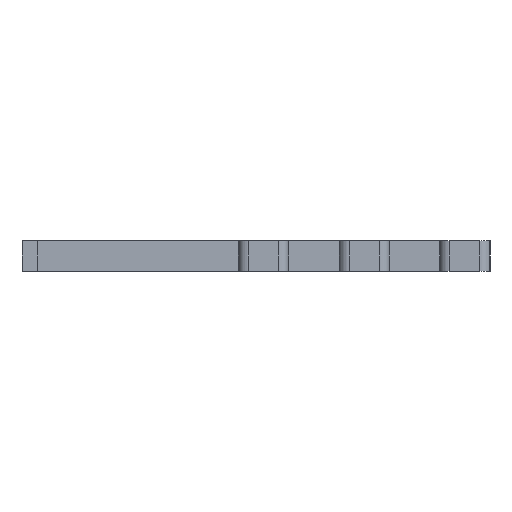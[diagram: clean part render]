
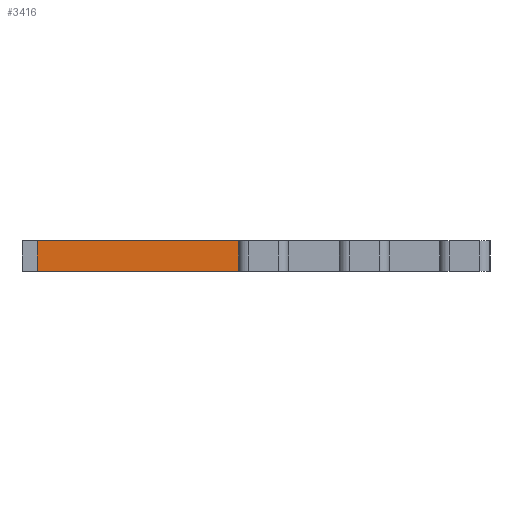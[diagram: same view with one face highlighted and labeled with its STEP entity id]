
A CAD part, left-side view. The second image highlights one B-rep face of the part: STEP entity #3416.
In plain terms, the highlighted planar face has unit normal (-1, 0, 0).
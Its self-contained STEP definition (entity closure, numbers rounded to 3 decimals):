
#398=FACE_OUTER_BOUND('',#626,.T.);
#626=EDGE_LOOP('',(#3133,#3134,#3135,#3136));
#704=LINE('',#4783,#1078);
#809=LINE('',#5117,#1183);
#945=LINE('',#5462,#1319);
#1000=LINE('',#5576,#1374);
#1078=VECTOR('',#3822,40.);
#1183=VECTOR('',#4053,40.);
#1319=VECTOR('',#4429,6.);
#1374=VECTOR('',#4602,6.);
#1446=VERTEX_POINT('',#4780);
#1447=VERTEX_POINT('',#4782);
#1612=VERTEX_POINT('',#5114);
#1613=VERTEX_POINT('',#5116);
#1790=EDGE_CURVE('',#1446,#1447,#704,.T.);
#1957=EDGE_CURVE('',#1613,#1612,#809,.T.);
#2125=EDGE_CURVE('',#1613,#1446,#945,.T.);
#2180=EDGE_CURVE('',#1612,#1447,#1000,.T.);
#3133=ORIENTED_EDGE('',*,*,#1957,.T.);
#3134=ORIENTED_EDGE('',*,*,#2180,.T.);
#3135=ORIENTED_EDGE('',*,*,#1790,.F.);
#3136=ORIENTED_EDGE('',*,*,#2125,.F.);
#3250=PLANE('',#3688);
#3416=ADVANCED_FACE('',(#398),#3250,.T.);
#3688=AXIS2_PLACEMENT_3D('',#5577,#4603,#4604);
#3822=DIRECTION('',(0.,-1.,0.));
#4053=DIRECTION('',(0.,-1.,0.));
#4429=DIRECTION('',(0.,0.,1.));
#4602=DIRECTION('',(0.,0.,1.));
#4603=DIRECTION('center_axis',(-1.,0.,0.));
#4604=DIRECTION('ref_axis',(0.,-1.,0.));
#4780=CARTESIAN_POINT('',(-100.,0.,6.));
#4782=CARTESIAN_POINT('',(-100.,-40.,6.));
#4783=CARTESIAN_POINT('',(-100.,0.,6.));
#5114=CARTESIAN_POINT('',(-100.,-40.,0.));
#5116=CARTESIAN_POINT('',(-100.,0.,0.));
#5117=CARTESIAN_POINT('',(-100.,0.,0.));
#5462=CARTESIAN_POINT('',(-100.,0.,0.));
#5576=CARTESIAN_POINT('',(-100.,-40.,0.));
#5577=CARTESIAN_POINT('Origin',(-100.,0.,0.));
